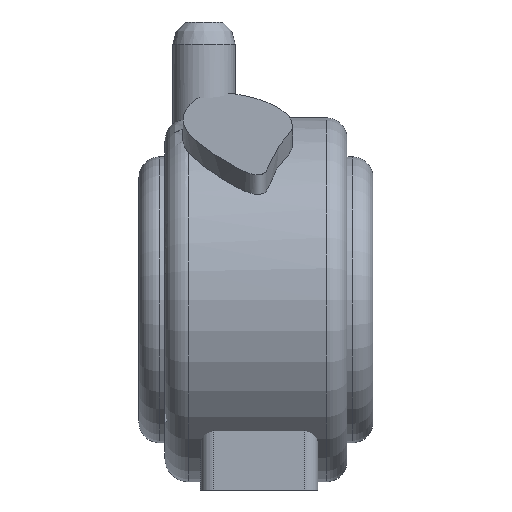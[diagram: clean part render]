
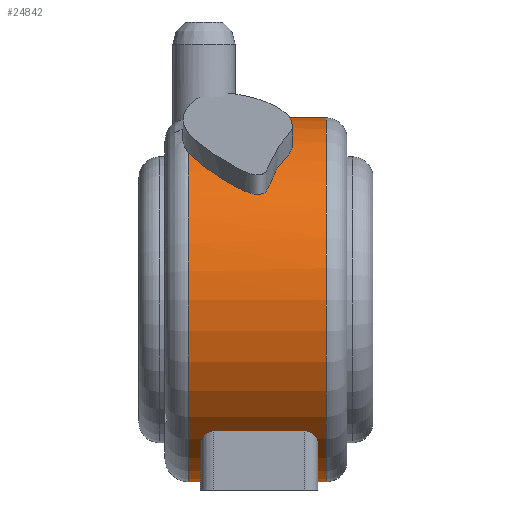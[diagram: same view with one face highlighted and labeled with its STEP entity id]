
A CAD part, left-side view. The second image highlights one B-rep face of the part: STEP entity #24842.
In plain terms, the highlighted cylindrical face has radius 70 mm (diameter 140 mm), a full revolution.
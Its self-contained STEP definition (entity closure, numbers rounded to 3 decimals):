
#15=B_SPLINE_CURVE_WITH_KNOTS('',3,(#39791,#39792,#39793,#39794,#39795,
#39796,#39797,#39798,#39799,#39800,#39801,#39802,#39803,#39804,#39805,#39806,
#39807,#39808,#39809,#39810,#39811,#39812,#39813),.UNSPECIFIED.,.F.,.F.,
(4,2,3,2,2,2,2,2,2,2,4),(-0.601,-0.453,0.,0.453,
0.906,1.359,1.812,2.265,2.718,
3.171,3.624),.UNSPECIFIED.);
#17=B_SPLINE_CURVE_WITH_KNOTS('',3,(#39837,#39838,#39839,#39840,#39841,
#39842),.UNSPECIFIED.,.F.,.F.,(4,2,4),(3.624,4.077,
4.225),.UNSPECIFIED.);
#361=CYLINDRICAL_SURFACE('',#26802,70.);
#795=CIRCLE('',#26757,70.);
#796=CIRCLE('',#26758,70.);
#797=CIRCLE('',#26759,70.);
#822=CIRCLE('',#26798,70.);
#825=CIRCLE('',#26801,70.);
#2325=FACE_OUTER_BOUND('',#3797,.T.);
#3797=EDGE_LOOP('',(#21236,#21237,#21238,#21239,#21240,#21241,#21242,#21243,
#21244));
#6585=LINE('',#40112,#9383);
#9383=VECTOR('',#33115,70.);
#11454=VERTEX_POINT('',#39788);
#11455=VERTEX_POINT('',#39790);
#11456=VERTEX_POINT('',#39814);
#11460=VERTEX_POINT('',#39853);
#11461=VERTEX_POINT('',#39855);
#11497=VERTEX_POINT('',#40104);
#11498=VERTEX_POINT('',#40105);
#14701=EDGE_CURVE('',#11455,#11454,#15,.T.);
#14703=EDGE_CURVE('',#11454,#11456,#17,.T.);
#14709=EDGE_CURVE('',#11460,#11461,#795,.T.);
#14710=EDGE_CURVE('',#11461,#11456,#796,.T.);
#14711=EDGE_CURVE('',#11455,#11460,#797,.T.);
#14759=EDGE_CURVE('',#11497,#11498,#822,.T.);
#14762=EDGE_CURVE('',#11498,#11497,#825,.T.);
#14763=EDGE_CURVE('',#11461,#11497,#6585,.T.);
#21236=ORIENTED_EDGE('',*,*,#14701,.T.);
#21237=ORIENTED_EDGE('',*,*,#14703,.T.);
#21238=ORIENTED_EDGE('',*,*,#14710,.F.);
#21239=ORIENTED_EDGE('',*,*,#14763,.T.);
#21240=ORIENTED_EDGE('',*,*,#14762,.F.);
#21241=ORIENTED_EDGE('',*,*,#14759,.F.);
#21242=ORIENTED_EDGE('',*,*,#14763,.F.);
#21243=ORIENTED_EDGE('',*,*,#14709,.F.);
#21244=ORIENTED_EDGE('',*,*,#14711,.F.);
#24842=ADVANCED_FACE('',(#2325),#361,.T.);
#26757=AXIS2_PLACEMENT_3D('',#39856,#33009,#33010);
#26758=AXIS2_PLACEMENT_3D('',#39857,#33011,#33012);
#26759=AXIS2_PLACEMENT_3D('',#39858,#33013,#33014);
#26798=AXIS2_PLACEMENT_3D('',#40106,#33105,#33106);
#26801=AXIS2_PLACEMENT_3D('',#40110,#33111,#33112);
#26802=AXIS2_PLACEMENT_3D('',#40111,#33113,#33114);
#33009=DIRECTION('center_axis',(0.,1.,0.));
#33010=DIRECTION('ref_axis',(1.,0.,0.));
#33011=DIRECTION('center_axis',(0.,1.,0.));
#33012=DIRECTION('ref_axis',(1.,0.,0.));
#33013=DIRECTION('center_axis',(0.,1.,0.));
#33014=DIRECTION('ref_axis',(1.,0.,0.));
#33105=DIRECTION('center_axis',(0.,-1.,0.));
#33106=DIRECTION('ref_axis',(1.,0.,0.));
#33111=DIRECTION('center_axis',(0.,-1.,0.));
#33112=DIRECTION('ref_axis',(1.,0.,0.));
#33113=DIRECTION('center_axis',(0.,1.,0.));
#33114=DIRECTION('ref_axis',(1.,0.,0.));
#33115=DIRECTION('',(0.,-1.,0.));
#39788=CARTESIAN_POINT('',(-12.,25.,142.049));
#39790=CARTESIAN_POINT('',(10.392,31.,142.376));
#39791=CARTESIAN_POINT('Ctrl Pts',(10.392,31.,142.376));
#39792=CARTESIAN_POINT('Ctrl Pts',(10.652,30.55,142.338));
#39793=CARTESIAN_POINT('Ctrl Pts',(10.884,30.08,142.303));
#39794=CARTESIAN_POINT('Ctrl Pts',(11.698,28.119,142.175));
#39795=CARTESIAN_POINT('Ctrl Pts',(12.,26.51,142.121));
#39796=CARTESIAN_POINT('Ctrl Pts',(12.,25.,142.121));
#39797=CARTESIAN_POINT('Ctrl Pts',(12.,23.49,142.121));
#39798=CARTESIAN_POINT('Ctrl Pts',(11.698,21.881,142.175));
#39799=CARTESIAN_POINT('Ctrl Pts',(10.472,18.926,142.367));
#39800=CARTESIAN_POINT('Ctrl Pts',(9.549,17.578,142.503));
#39801=CARTESIAN_POINT('Ctrl Pts',(7.421,15.451,142.757));
#39802=CARTESIAN_POINT('Ctrl Pts',(6.074,14.528,142.891));
#39803=CARTESIAN_POINT('Ctrl Pts',(3.118,13.302,143.077));
#39804=CARTESIAN_POINT('Ctrl Pts',(1.51,13.,143.126));
#39805=CARTESIAN_POINT('Ctrl Pts',(-1.51,13.,143.117));
#39806=CARTESIAN_POINT('Ctrl Pts',(-3.119,13.302,143.058));
#39807=CARTESIAN_POINT('Ctrl Pts',(-6.075,14.528,142.855));
#39808=CARTESIAN_POINT('Ctrl Pts',(-7.422,15.451,142.713));
#39809=CARTESIAN_POINT('Ctrl Pts',(-9.549,17.579,142.447));
#39810=CARTESIAN_POINT('Ctrl Pts',(-10.472,18.926,142.305));
#39811=CARTESIAN_POINT('Ctrl Pts',(-11.698,21.881,142.105));
#39812=CARTESIAN_POINT('Ctrl Pts',(-12.,23.49,142.049));
#39813=CARTESIAN_POINT('Ctrl Pts',(-12.,25.,142.049));
#39814=CARTESIAN_POINT('',(-10.392,31.,142.315));
#39837=CARTESIAN_POINT('Ctrl Pts',(-12.,25.,142.049));
#39838=CARTESIAN_POINT('Ctrl Pts',(-12.,26.51,142.049));
#39839=CARTESIAN_POINT('Ctrl Pts',(-11.698,28.119,142.105));
#39840=CARTESIAN_POINT('Ctrl Pts',(-10.885,30.079,142.238));
#39841=CARTESIAN_POINT('Ctrl Pts',(-10.652,30.55,142.275));
#39842=CARTESIAN_POINT('Ctrl Pts',(-10.392,31.,142.315));
#39853=CARTESIAN_POINT('',(0.206,31.,3.122));
#39855=CARTESIAN_POINT('',(-69.794,31.,73.122));
#39856=CARTESIAN_POINT('Origin',(0.206,31.,73.122));
#39857=CARTESIAN_POINT('Origin',(0.206,31.,73.122));
#39858=CARTESIAN_POINT('Origin',(0.206,31.,73.122));
#40104=CARTESIAN_POINT('',(-69.794,-22.,73.122));
#40105=CARTESIAN_POINT('',(0.206,-22.,3.122));
#40106=CARTESIAN_POINT('Origin',(0.206,-22.,73.122));
#40110=CARTESIAN_POINT('Origin',(0.206,-22.,73.122));
#40111=CARTESIAN_POINT('Origin',(0.206,-70.,73.122));
#40112=CARTESIAN_POINT('',(-69.794,-70.,73.122));
